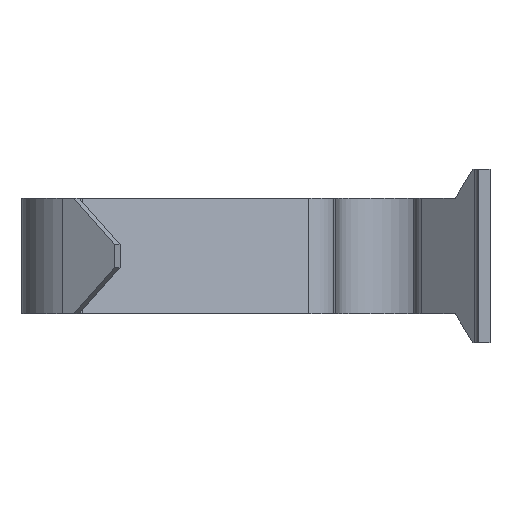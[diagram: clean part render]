
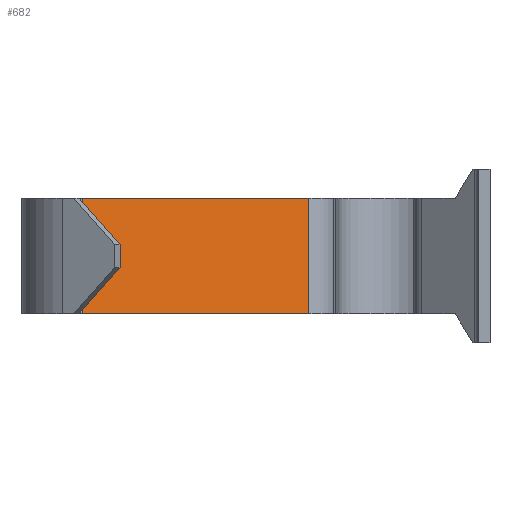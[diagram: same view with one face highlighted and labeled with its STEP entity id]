
A CAD part, left-side view. The second image highlights one B-rep face of the part: STEP entity #682.
In plain terms, the highlighted planar face has unit normal (-0.97, -0.243, 0).
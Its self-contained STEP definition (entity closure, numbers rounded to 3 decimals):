
#88 = VERTEX_POINT('',#89);
#89 = CARTESIAN_POINT('',(2.092,3.377,2.5));
#96 = EDGE_CURVE('',#97,#88,#99,.T.);
#97 = VERTEX_POINT('',#98);
#98 = CARTESIAN_POINT('',(2.583,1.419,2.5));
#99 = LINE('',#100,#101);
#100 = CARTESIAN_POINT('',(2.401,2.144,2.5));
#101 = VECTOR('',#102,1.);
#102 = DIRECTION('',(-0.243,0.97,0.));
#577 = VERTEX_POINT('',#578);
#578 = CARTESIAN_POINT('',(2.583,1.419,3.5));
#585 = EDGE_CURVE('',#586,#577,#588,.T.);
#586 = VERTEX_POINT('',#587);
#587 = CARTESIAN_POINT('',(2.092,3.377,3.5));
#588 = LINE('',#589,#590);
#589 = CARTESIAN_POINT('',(2.915,0.099,3.5));
#590 = VECTOR('',#591,1.);
#591 = DIRECTION('',(0.243,-0.97,0.));
#653 = EDGE_CURVE('',#88,#586,#654,.T.);
#654 = LINE('',#655,#656);
#655 = CARTESIAN_POINT('',(2.092,3.377,2.25));
#656 = VECTOR('',#657,1.);
#657 = DIRECTION('',(0.,0.,1.));
#682 = ADVANCED_FACE('',(#683),#694,.T.);
#683 = FACE_BOUND('',#684,.T.);
#684 = EDGE_LOOP('',(#685,#686,#692,#693));
#685 = ORIENTED_EDGE('',*,*,#96,.F.);
#686 = ORIENTED_EDGE('',*,*,#687,.T.);
#687 = EDGE_CURVE('',#97,#577,#688,.T.);
#688 = LINE('',#689,#690);
#689 = CARTESIAN_POINT('',(2.583,1.419,2.25));
#690 = VECTOR('',#691,1.);
#691 = DIRECTION('',(0.,0.,1.));
#692 = ORIENTED_EDGE('',*,*,#585,.F.);
#693 = ORIENTED_EDGE('',*,*,#653,.F.);
#694 = PLANE('',#695);
#695 = AXIS2_PLACEMENT_3D('',#696,#697,#698);
#696 = CARTESIAN_POINT('',(2.583,1.419,2.25));
#697 = DIRECTION('',(-0.97,-0.243,0.));
#698 = DIRECTION('',(-0.243,0.97,0.));
